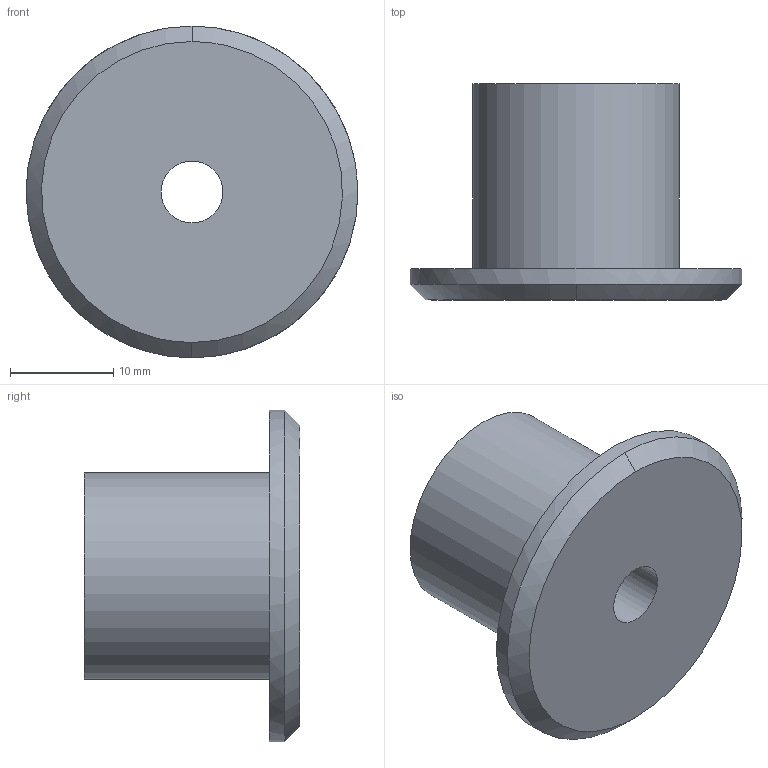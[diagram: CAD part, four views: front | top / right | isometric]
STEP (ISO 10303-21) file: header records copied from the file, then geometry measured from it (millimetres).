
FILE_DESCRIPTION(/* description */ (''),/* implementation_level */ '2;1');
FILE_NAME(/* name */ '13_A.stp',/* time_stamp */ '2022-11-21T10:28:32+08:00',/* author */ (''),/* organization */ (''),/* preprocessor_version */ 'ST-DEVELOPER v16.7',/* originating_system */ 'SIEMENS PLM Software NX 12.0',/* authorisation */ '');
FILE_SCHEMA (('AUTOMOTIVE_DESIGN { 1 0 10303 214 3 1 1 1 }'));
Length unit declared in the file: millimetre
Products named in the file (1): 13_A.stp
Bounding box: 32.2 x 20.95 x 32.2 mm (x, y, z)
Volume: 7379.5 mm3; surface area: 3306.5 mm2
Topology: 1 solids, 1 shells, 8 faces, 16 edges, 11 vertices
Faces by surface type: plane 3, cylinder 3, cone 2
Full cylindrical faces by diameter (mm): 6 x1, 20 x1, 32.2 x1
Entity records: 233 total; most frequent: CARTESIAN_POINT 60, DIRECTION 32, ORIENTED_EDGE 22, AXIS2_PLACEMENT_3D 16, EDGE_LOOP 14, FACE_BOUND 12, EDGE_CURVE 11, VERTEX_POINT 9
